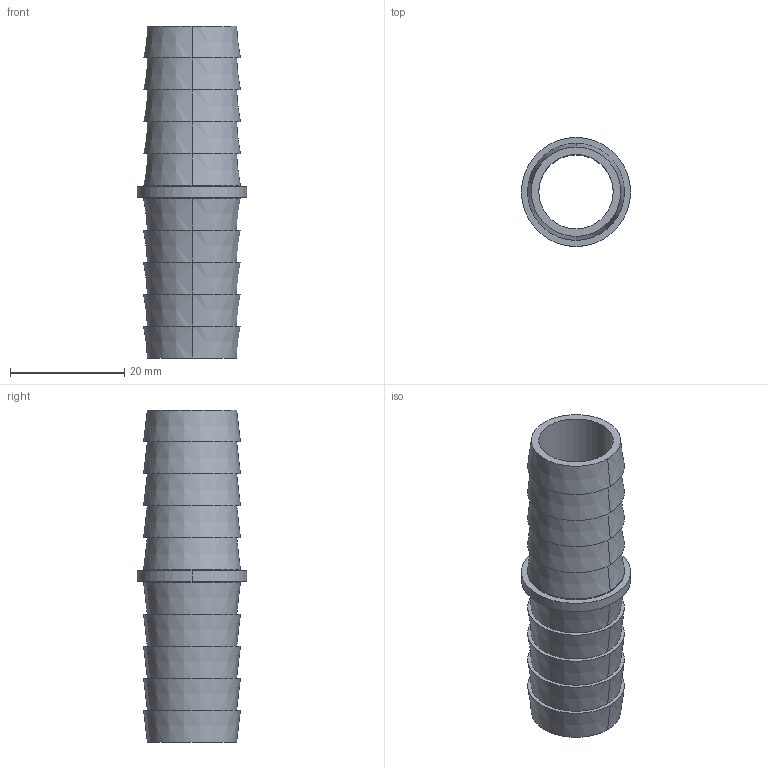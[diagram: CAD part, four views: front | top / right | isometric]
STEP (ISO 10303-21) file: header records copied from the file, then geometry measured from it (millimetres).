
FILE_DESCRIPTION (( 'STEP AP214' ), '1' );
FILE_NAME ('BAHM-58.step', '2017-08-29T20:42:43', ( '' ), ( '' ), 'SwSTEP 2.0', 'SolidWorks 2017', '' );
FILE_SCHEMA (( 'AUTOMOTIVE_DESIGN' ));
Length unit declared in the file: inch
Products named in the file (1): BAHM-58
Bounding box: 19.08 x 19.08 x 58.04 mm (x, y, z)
Volume: 4525.1 mm3; surface area: 5884.8 mm2
Topology: 1 solids, 1 shells, 40 faces, 84 edges, 56 vertices
Faces by surface type: cone 20, plane 12, cylinder 8
Entity records: 1148 total; most frequent: DIRECTION 222, CARTESIAN_POINT 181, ORIENTED_EDGE 168, AXIS2_PLACEMENT_3D 97, EDGE_CURVE 84, CIRCLE 56, VERTEX_POINT 56, EDGE_LOOP 52
